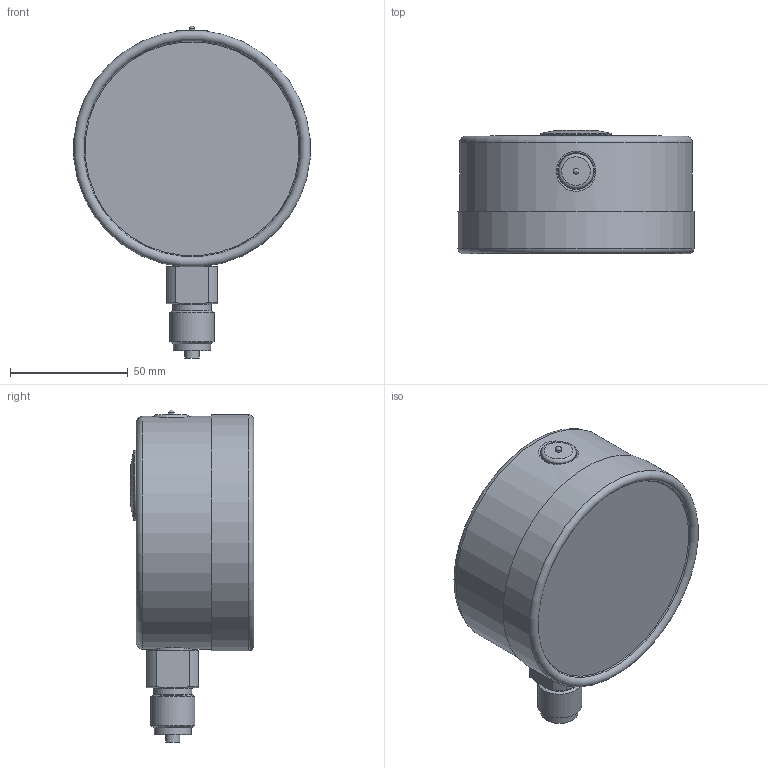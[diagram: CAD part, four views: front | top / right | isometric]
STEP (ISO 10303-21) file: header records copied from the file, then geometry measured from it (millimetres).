
FILE_DESCRIPTION(/* description */ (''),/* implementation_level */ '2;1');
FILE_NAME(/* name */ 'RF100I_D401_853XX401.stp',/* time_stamp */ '2018-01-17T12:10:56+01:00',/* author */ ('acgl'),/* organization */ (''),/* preprocessor_version */ 'ST-DEVELOPER v15.6',/* originating_system */ 'Autodesk Inventor 2015',/* authorisation */ '');
FILE_SCHEMA (('AUTOMOTIVE_DESIGN { 1 0 10303 214 3 1 1 }'));
Length unit declared in the file: centimetre
Products named in the file (1): RF100I_D401_853XX401
Bounding box: 100.42 x 52.49 x 141.2 mm (x, y, z)
Volume: 386084.5 mm3; surface area: 34899.1 mm2
Topology: 1 solids, 1 shells, 104 faces, 217 edges, 132 vertices
Faces by surface type: cylinder 30, plane 23, torus 20, bspline 16, cone 11, sphere 4
Full cylindrical faces by diameter (mm): 2.5 x1, 6 x1, 15 x1, 15.785 x1, 16.252 x1, 17 x1, 18.832 x1, 30 x1, 99 x1, 100.8 x1
Entity records: 3830 total; most frequent: CARTESIAN_POINT 1608, DIRECTION 442, ORIENTED_EDGE 370, AXIS2_PLACEMENT_3D 201, EDGE_CURVE 185, EDGE_LOOP 148, VERTEX_POINT 127, STYLED_ITEM 105
